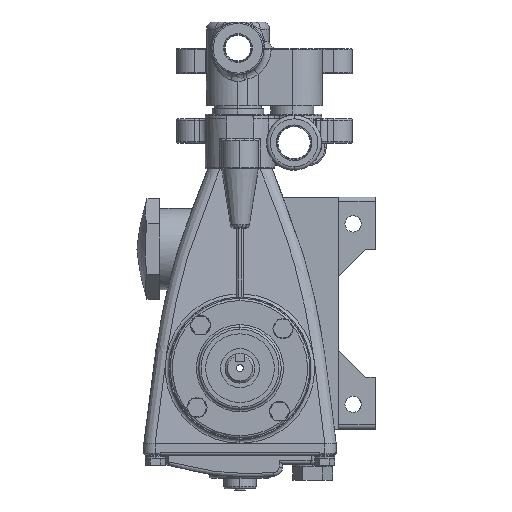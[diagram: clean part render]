
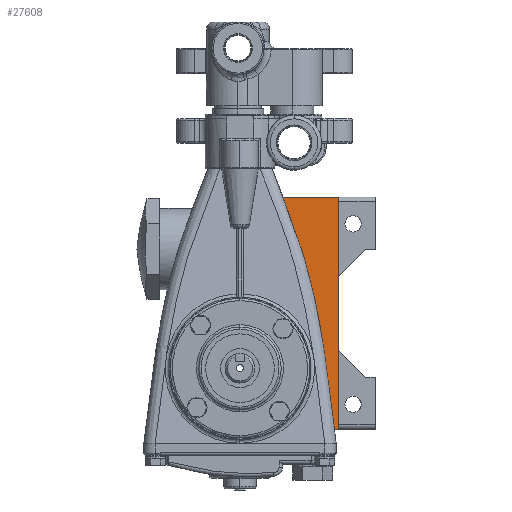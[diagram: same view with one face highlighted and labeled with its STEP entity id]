
A CAD part, left-side view. The second image highlights one B-rep face of the part: STEP entity #27608.
In plain terms, the highlighted planar face has unit normal (-1, 0, 0).
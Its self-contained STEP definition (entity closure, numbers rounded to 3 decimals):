
#1144 = ORIENTED_EDGE ( 'NONE', *, *, #47731, .F. ) ;
#3290 = EDGE_CURVE ( 'NONE', #43618, #8051, #23604, .T. ) ;
#5203 = FACE_OUTER_BOUND ( 'NONE', #7298, .T. ) ;
#5401 = LINE ( 'NONE', #37954, #28173 ) ;
#5873 = DIRECTION ( 'NONE',  ( 0., 0., 1. ) ) ;
#6555 = EDGE_CURVE ( 'NONE', #10651, #8051, #46369, .T. ) ;
#6633 = CARTESIAN_POINT ( 'NONE',  ( -16.29, -32.498, 43.077 ) ) ;
#7078 = ORIENTED_EDGE ( 'NONE', *, *, #6555, .T. ) ;
#7298 = EDGE_LOOP ( 'NONE', ( #15938, #1144, #34133, #7078 ) ) ;
#8051 = VERTEX_POINT ( 'NONE', #30976 ) ;
#10162 = CARTESIAN_POINT ( 'NONE',  ( -16.29, -13.387, 94.869 ) ) ;
#10651 = VERTEX_POINT ( 'NONE', #19668 ) ;
#12566 = LINE ( 'NONE', #31171, #44393 ) ;
#12864 = CARTESIAN_POINT ( 'NONE',  ( -16.29, -44.328, 94.869 ) ) ;
#13088 = AXIS2_PLACEMENT_3D ( 'NONE', #15418, #44446, #19591 ) ;
#15418 = CARTESIAN_POINT ( 'NONE',  ( -16.29, -44.328, 94.869 ) ) ;
#15938 = ORIENTED_EDGE ( 'NONE', *, *, #3290, .F. ) ;
#19591 = DIRECTION ( 'NONE',  ( 0., 0., 1. ) ) ;
#19668 = CARTESIAN_POINT ( 'NONE',  ( -16.29, -44.328, 94.869 ) ) ;
#21866 = VERTEX_POINT ( 'NONE', #48203 ) ;
#23604 = B_SPLINE_CURVE_WITH_KNOTS ( 'NONE', 3,
 ( #53092, #52984, #6633, #42796, #10162 ),
 .UNSPECIFIED., .F., .F.,
 ( 4, 1, 4 ),
 ( 0.051, 0.681, 0.893 ),
 .UNSPECIFIED. ) ;
#25387 = DIRECTION ( 'NONE',  ( 0., 1., 0. ) ) ;
#26830 = VECTOR ( 'NONE', #25387, 1000. ) ;
#27221 = EDGE_CURVE ( 'NONE', #21866, #10651, #12566, .T. ) ;
#27608 = ADVANCED_FACE ( 'NONE', ( #5203 ), #35688, .T. ) ;
#28173 = VECTOR ( 'NONE', #50370, 1000. ) ;
#30976 = CARTESIAN_POINT ( 'NONE',  ( -16.29, -13.387, 94.869 ) ) ;
#31171 = CARTESIAN_POINT ( 'NONE',  ( -16.29, -44.328, 94.869 ) ) ;
#34133 = ORIENTED_EDGE ( 'NONE', *, *, #27221, .T. ) ;
#35688 = PLANE ( 'NONE',  #13088 ) ;
#37954 = CARTESIAN_POINT ( 'NONE',  ( -16.29, -44.328, -33.909 ) ) ;
#42796 = CARTESIAN_POINT ( 'NONE',  ( -16.29, -17.389, 84.502 ) ) ;
#43618 = VERTEX_POINT ( 'NONE', #44973 ) ;
#44393 = VECTOR ( 'NONE', #5873, 1000. ) ;
#44446 = DIRECTION ( 'NONE',  ( -1., 0., 0. ) ) ;
#44973 = CARTESIAN_POINT ( 'NONE',  ( -16.29, -41.89, -33.909 ) ) ;
#46369 = LINE ( 'NONE', #12864, #26830 ) ;
#47731 = EDGE_CURVE ( 'NONE', #21866, #43618, #5401, .T. ) ;
#48203 = CARTESIAN_POINT ( 'NONE',  ( -16.29, -44.328, -33.909 ) ) ;
#50370 = DIRECTION ( 'NONE',  ( 0., 1., 0. ) ) ;
#52984 = CARTESIAN_POINT ( 'NONE',  ( -16.29, -38.098, -0.893 ) ) ;
#53092 = CARTESIAN_POINT ( 'NONE',  ( -16.29, -41.89, -33.909 ) ) ;
